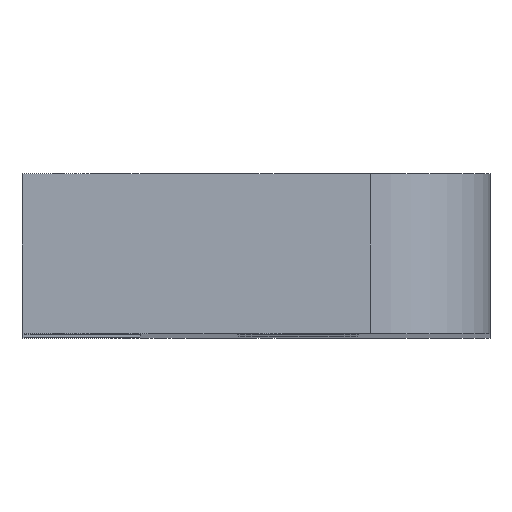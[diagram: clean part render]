
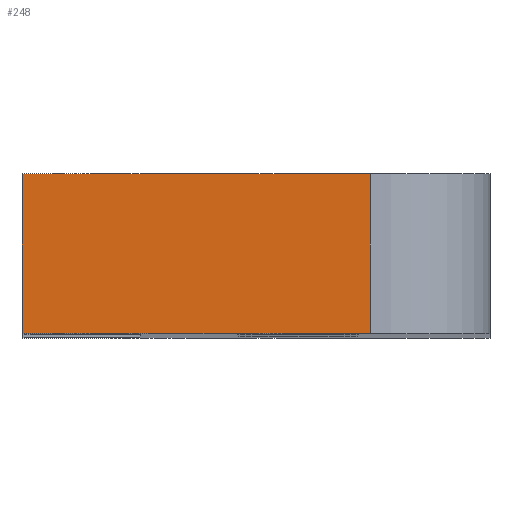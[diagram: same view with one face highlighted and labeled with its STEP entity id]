
A CAD part, top view. The second image highlights one B-rep face of the part: STEP entity #248.
In plain terms, the highlighted planar face has unit normal (0, 0, 1).
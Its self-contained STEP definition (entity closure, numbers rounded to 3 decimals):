
#5 = LINE ( 'NONE', #431, #506 ) ;
#9 = VECTOR ( 'NONE', #260, 1000. ) ;
#13 = LINE ( 'NONE', #486, #388 ) ;
#27 = EDGE_LOOP ( 'NONE', ( #216, #214, #205, #204 ) ) ;
#35 = EDGE_CURVE ( 'NONE', #494, #455, #229, .T. ) ;
#69 = CARTESIAN_POINT ( 'NONE',  ( 7.1, 2., 35. ) ) ;
#107 = PLANE ( 'NONE',  #197 ) ;
#113 = VECTOR ( 'NONE', #270, 1000. ) ;
#130 = EDGE_CURVE ( 'NONE', #455, #351, #13, .T. ) ;
#137 = EDGE_CURVE ( 'NONE', #358, #494, #5, .T. ) ;
#150 = CARTESIAN_POINT ( 'NONE',  ( 7.1, -2., 35. ) ) ;
#176 = DIRECTION ( 'NONE',  ( -1., 0., 0. ) ) ;
#179 = LINE ( 'NONE', #261, #9 ) ;
#197 = AXIS2_PLACEMENT_3D ( 'NONE', #436, #408, #406 ) ;
#204 = ORIENTED_EDGE ( 'NONE', *, *, #137, .T. ) ;
#205 = ORIENTED_EDGE ( 'NONE', *, *, #346, .T. ) ;
#214 = ORIENTED_EDGE ( 'NONE', *, *, #130, .T. ) ;
#216 = ORIENTED_EDGE ( 'NONE', *, *, #35, .T. ) ;
#229 = LINE ( 'NONE', #273, #113 ) ;
#248 = ADVANCED_FACE ( 'NONE', ( #359 ), #107, .T. ) ;
#260 = DIRECTION ( 'NONE',  ( 0., 1., 0. ) ) ;
#261 = CARTESIAN_POINT ( 'NONE',  ( 15.8, -2., 35. ) ) ;
#269 = CARTESIAN_POINT ( 'NONE',  ( 15.8, -2., 35. ) ) ;
#270 = DIRECTION ( 'NONE',  ( 0., -1., 0. ) ) ;
#273 = CARTESIAN_POINT ( 'NONE',  ( 7.1, -2., 35. ) ) ;
#346 = EDGE_CURVE ( 'NONE', #351, #358, #179, .T. ) ;
#351 = VERTEX_POINT ( 'NONE', #269 ) ;
#358 = VERTEX_POINT ( 'NONE', #438 ) ;
#359 = FACE_OUTER_BOUND ( 'NONE', #27, .T. ) ;
#388 = VECTOR ( 'NONE', #445, 1000. ) ;
#406 = DIRECTION ( 'NONE',  ( 1., 0., 0. ) ) ;
#408 = DIRECTION ( 'NONE',  ( 0., 0., 1. ) ) ;
#431 = CARTESIAN_POINT ( 'NONE',  ( 7.1, 2., 35. ) ) ;
#436 = CARTESIAN_POINT ( 'NONE',  ( 7.1, -2., 35. ) ) ;
#438 = CARTESIAN_POINT ( 'NONE',  ( 15.8, 2., 35. ) ) ;
#445 = DIRECTION ( 'NONE',  ( 1., 0., 0. ) ) ;
#455 = VERTEX_POINT ( 'NONE', #150 ) ;
#486 = CARTESIAN_POINT ( 'NONE',  ( 0., -2., 35. ) ) ;
#494 = VERTEX_POINT ( 'NONE', #69 ) ;
#506 = VECTOR ( 'NONE', #176, 1000. ) ;
